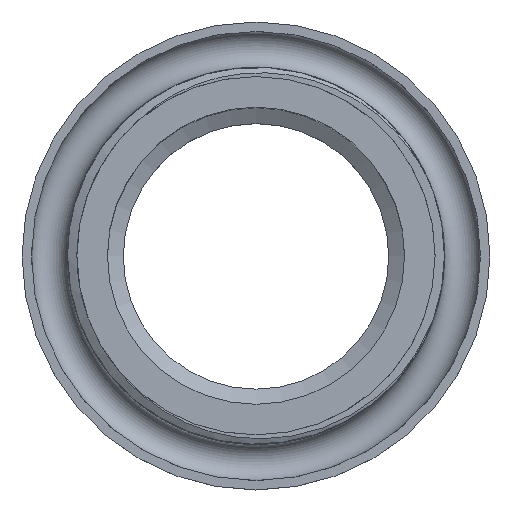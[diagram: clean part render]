
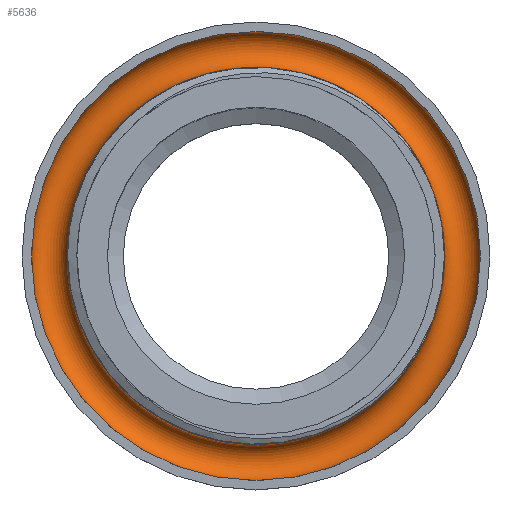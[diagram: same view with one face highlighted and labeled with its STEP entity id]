
A CAD part, top view. The second image highlights one B-rep face of the part: STEP entity #5636.
In plain terms, the highlighted toroidal (fillet/blend) face has major radius 32.66 mm and minor radius 2.85 mm.
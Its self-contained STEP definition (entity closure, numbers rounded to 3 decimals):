
#15=TOROIDAL_SURFACE('',#6007,32.66,2.85);
#422=FACE_OUTER_BOUND('',#769,.T.);
#769=EDGE_LOOP('',(#4246,#4247,#4248,#4249));
#1078=CIRCLE('',#6008,35.51);
#1079=CIRCLE('',#6009,2.85);
#1080=CIRCLE('',#6010,29.81);
#2680=VERTEX_POINT('',#18562);
#2681=VERTEX_POINT('',#18564);
#3296=EDGE_CURVE('',#2680,#2680,#1078,.T.);
#3297=EDGE_CURVE('',#2680,#2681,#1079,.T.);
#3298=EDGE_CURVE('',#2681,#2681,#1080,.T.);
#4246=ORIENTED_EDGE('',*,*,#3296,.T.);
#4247=ORIENTED_EDGE('',*,*,#3297,.T.);
#4248=ORIENTED_EDGE('',*,*,#3298,.T.);
#4249=ORIENTED_EDGE('',*,*,#3297,.F.);
#5636=ADVANCED_FACE('',(#422),#15,.F.);
#6007=AXIS2_PLACEMENT_3D('',#18561,#6538,#6539);
#6008=AXIS2_PLACEMENT_3D('',#18563,#6540,#6541);
#6009=AXIS2_PLACEMENT_3D('',#18565,#6542,#6543);
#6010=AXIS2_PLACEMENT_3D('',#18566,#6544,#6545);
#6538=DIRECTION('center_axis',(0.,0.,-1.));
#6539=DIRECTION('ref_axis',(-1.,0.,0.));
#6540=DIRECTION('center_axis',(0.,0.,1.));
#6541=DIRECTION('ref_axis',(-1.,0.,0.));
#6542=DIRECTION('center_axis',(0.,1.,0.));
#6543=DIRECTION('ref_axis',(1.,0.,0.));
#6544=DIRECTION('center_axis',(0.,0.,-1.));
#6545=DIRECTION('ref_axis',(-1.,0.,0.));
#18561=CARTESIAN_POINT('Origin',(0.,0.,45.061));
#18562=CARTESIAN_POINT('',(35.51,0.,45.061));
#18563=CARTESIAN_POINT('Origin',(0.,0.,45.061));
#18564=CARTESIAN_POINT('',(29.81,0.,45.061));
#18565=CARTESIAN_POINT('Origin',(32.66,0.,45.061));
#18566=CARTESIAN_POINT('Origin',(0.,0.,45.061));
